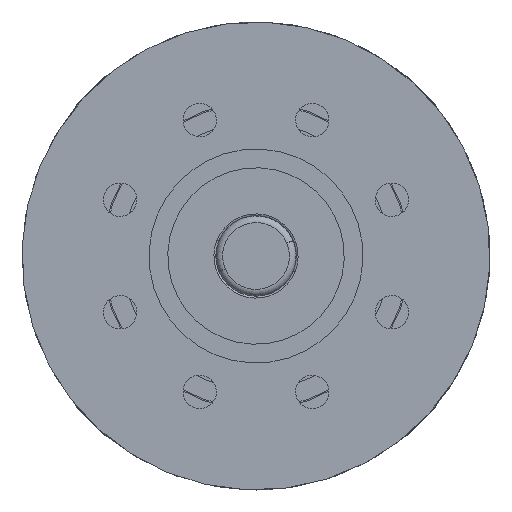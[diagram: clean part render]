
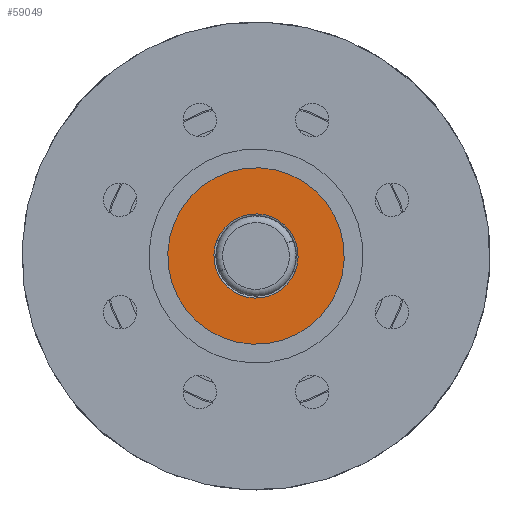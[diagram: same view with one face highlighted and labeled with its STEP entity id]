
A CAD part, left-side view. The second image highlights one B-rep face of the part: STEP entity #59049.
In plain terms, the highlighted planar face has unit normal (-1, 0, 0).
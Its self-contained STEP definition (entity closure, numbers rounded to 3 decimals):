
#648 = CARTESIAN_POINT ( 'NONE',  ( -1.2, -2.91, -1.205 ) ) ;
#5092 = AXIS2_PLACEMENT_3D ( 'NONE', #91932, #21992, #44064 ) ;
#5717 = DIRECTION ( 'NONE',  ( 1., 0., 0. ) ) ;
#11918 = CARTESIAN_POINT ( 'NONE',  ( -1.2, 0., 0. ) ) ;
#12434 = DIRECTION ( 'NONE',  ( 0., -0.924, -0.383 ) ) ;
#14878 = VERTEX_POINT ( 'NONE', #648 ) ;
#19423 = AXIS2_PLACEMENT_3D ( 'NONE', #84048, #37274, #46005 ) ;
#21992 = DIRECTION ( 'NONE',  ( 1., 0., 0. ) ) ;
#23958 = VERTEX_POINT ( 'NONE', #52316 ) ;
#30567 = CIRCLE ( 'NONE', #55223, 3.15 ) ;
#34291 = EDGE_CURVE ( 'NONE', #14878, #51319, #30567, .T. ) ;
#37274 = DIRECTION ( 'NONE',  ( -1., 0., 0. ) ) ;
#41839 = CARTESIAN_POINT ( 'NONE',  ( -1.2, 6.791, 2.813 ) ) ;
#43340 = ORIENTED_EDGE ( 'NONE', *, *, #87941, .T. ) ;
#44064 = DIRECTION ( 'NONE',  ( 0., -0.924, -0.383 ) ) ;
#44562 = FACE_BOUND ( 'NONE', #84428, .T. ) ;
#45855 = CIRCLE ( 'NONE', #52470, 7.35 ) ;
#46005 = DIRECTION ( 'NONE',  ( 0., -0.924, -0.383 ) ) ;
#46813 = EDGE_CURVE ( 'NONE', #23958, #78288, #98202, .T. ) ;
#51049 = AXIS2_PLACEMENT_3D ( 'NONE', #11918, #5717, #12434 ) ;
#51319 = VERTEX_POINT ( 'NONE', #100416 ) ;
#51331 = ORIENTED_EDGE ( 'NONE', *, *, #79533, .T. ) ;
#52316 = CARTESIAN_POINT ( 'NONE',  ( -1.2, -6.791, -2.813 ) ) ;
#52470 = AXIS2_PLACEMENT_3D ( 'NONE', #78082, #54430, #70376 ) ;
#54004 = ORIENTED_EDGE ( 'NONE', *, *, #34291, .T. ) ;
#54430 = DIRECTION ( 'NONE',  ( -1., 0., 0. ) ) ;
#55223 = AXIS2_PLACEMENT_3D ( 'NONE', #76873, #91813, #100562 ) ;
#59049 = ADVANCED_FACE ( 'NONE', ( #44562, #68259 ), #83157, .F. ) ;
#63308 = ORIENTED_EDGE ( 'NONE', *, *, #46813, .T. ) ;
#68259 = FACE_OUTER_BOUND ( 'NONE', #89340, .T. ) ;
#70376 = DIRECTION ( 'NONE',  ( 0., -0.924, -0.383 ) ) ;
#76873 = CARTESIAN_POINT ( 'NONE',  ( -1.2, 0., 0. ) ) ;
#78082 = CARTESIAN_POINT ( 'NONE',  ( -1.2, 0., 0. ) ) ;
#78288 = VERTEX_POINT ( 'NONE', #41839 ) ;
#79533 = EDGE_CURVE ( 'NONE', #78288, #23958, #45855, .T. ) ;
#83157 = PLANE ( 'NONE',  #5092 ) ;
#84048 = CARTESIAN_POINT ( 'NONE',  ( -1.2, 0., 0. ) ) ;
#84428 = EDGE_LOOP ( 'NONE', ( #54004, #43340 ) ) ;
#87941 = EDGE_CURVE ( 'NONE', #51319, #14878, #95691, .T. ) ;
#89340 = EDGE_LOOP ( 'NONE', ( #63308, #51331 ) ) ;
#91813 = DIRECTION ( 'NONE',  ( 1., 0., 0. ) ) ;
#91932 = CARTESIAN_POINT ( 'NONE',  ( -1.2, 0., 0. ) ) ;
#95691 = CIRCLE ( 'NONE', #51049, 3.15 ) ;
#98202 = CIRCLE ( 'NONE', #19423, 7.35 ) ;
#100416 = CARTESIAN_POINT ( 'NONE',  ( -1.2, 2.91, 1.205 ) ) ;
#100562 = DIRECTION ( 'NONE',  ( 0., -0.924, -0.383 ) ) ;
